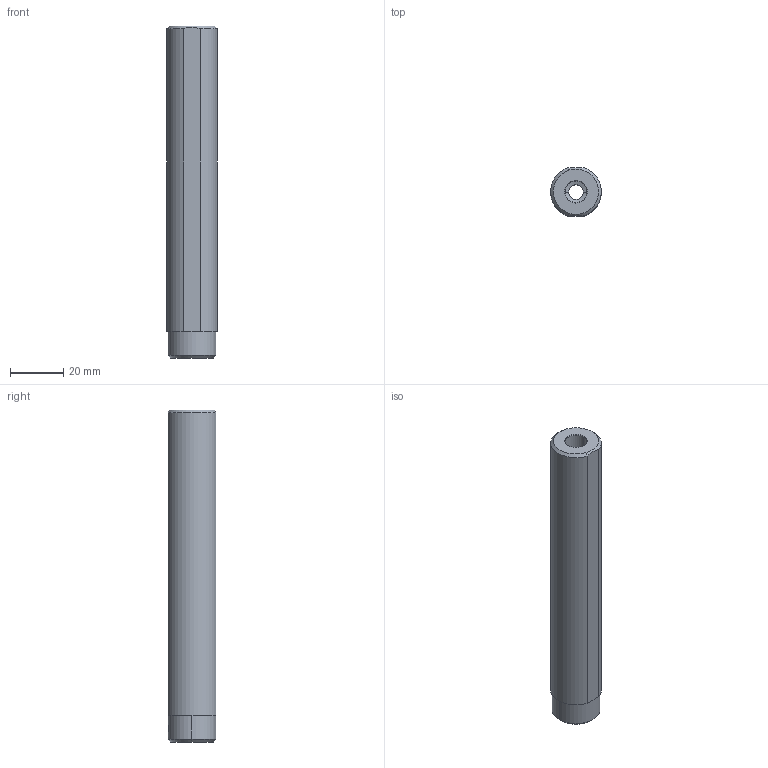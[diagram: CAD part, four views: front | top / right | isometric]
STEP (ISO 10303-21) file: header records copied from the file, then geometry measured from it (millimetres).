
FILE_DESCRIPTION(/* description */ (''),/* implementation_level */ '2;1');
FILE_NAME(/* name */ 'RBH12350A.stp',/* time_stamp */ '2018-05-09T16:30:46+09:00',/* author */ (''),/* organization */ (''),/* preprocessor_version */ 'ST-DEVELOPER v16',/* originating_system */ 'SIEMENS PLM Software NX 10.0',/* authorisation */ '');
FILE_SCHEMA (('AUTOMOTIVE_DESIGN { 1 0 10303 214 3 1 1 1 }'));
Length unit declared in the file: millimetre
Products named in the file (1): RBH12350A_ASM
Bounding box: 18.99 x 18 x 125 mm (x, y, z)
Volume: 29473.1 mm3; surface area: 11147.7 mm2
Topology: 4 solids, 4 shells, 81 faces, 178 edges, 108 vertices
Faces by surface type: plane 33, cone 28, cylinder 20
Entity records: 2714 total; most frequent: CARTESIAN_POINT 734, DIRECTION 424, ORIENTED_EDGE 356, EDGE_CURVE 178, AXIS2_PLACEMENT_3D 158, LINE 108, VECTOR 108, VERTEX_POINT 108
